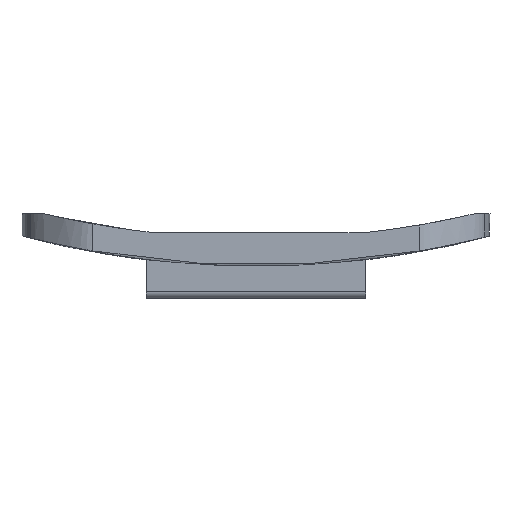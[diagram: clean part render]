
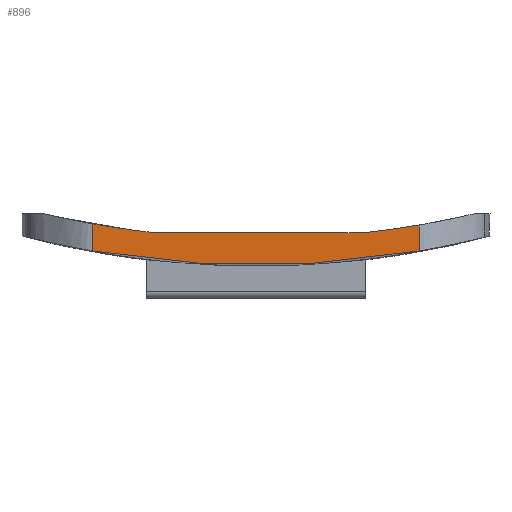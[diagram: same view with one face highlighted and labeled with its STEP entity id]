
A CAD part, top view. The second image highlights one B-rep face of the part: STEP entity #896.
In plain terms, the highlighted planar face has unit normal (0, 0, 1).
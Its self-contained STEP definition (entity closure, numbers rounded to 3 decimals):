
#17=(
BOUNDED_CURVE()
B_SPLINE_CURVE(5,(#2005,#2006,#2007,#2008,#2009,#2010,#2011,#2012,#2013,
#2014),.UNSPECIFIED.,.F.,.F.)
B_SPLINE_CURVE_WITH_KNOTS((6,1,1,1,1,6),(0.192,0.2,0.4,0.6,0.8,
0.828),.UNSPECIFIED.)
CURVE()
GEOMETRIC_REPRESENTATION_ITEM()
RATIONAL_B_SPLINE_CURVE((1.,1.,1.,1.,1.,1.,1.,1.,1.,1.))
REPRESENTATION_ITEM('')
);
#98=PLANE('',#971);
#134=FACE_OUTER_BOUND('',#185,.T.);
#185=EDGE_LOOP('',(#728,#729,#730,#731,#732,#733));
#257=LINE('',#1984,#334);
#258=LINE('',#2001,#335);
#334=VECTOR('',#1126,10.);
#335=VECTOR('',#1129,10.);
#365=CIRCLE('',#945,146.9);
#368=CIRCLE('',#972,146.233);
#369=CIRCLE('',#973,146.233);
#393=VERTEX_POINT('',#1300);
#394=VERTEX_POINT('',#1313);
#438=VERTEX_POINT('',#1983);
#440=VERTEX_POINT('',#2000);
#441=VERTEX_POINT('',#2002);
#442=VERTEX_POINT('',#2004);
#492=EDGE_CURVE('',#394,#393,#365,.T.);
#548=EDGE_CURVE('',#394,#438,#257,.T.);
#551=EDGE_CURVE('',#393,#440,#258,.T.);
#552=EDGE_CURVE('',#440,#441,#368,.T.);
#553=EDGE_CURVE('',#442,#441,#17,.T.);
#554=EDGE_CURVE('',#442,#438,#369,.T.);
#728=ORIENTED_EDGE('',*,*,#492,.T.);
#729=ORIENTED_EDGE('',*,*,#551,.T.);
#730=ORIENTED_EDGE('',*,*,#552,.T.);
#731=ORIENTED_EDGE('',*,*,#553,.F.);
#732=ORIENTED_EDGE('',*,*,#554,.T.);
#733=ORIENTED_EDGE('',*,*,#548,.F.);
#896=ADVANCED_FACE('',(#134),#98,.T.);
#945=AXIS2_PLACEMENT_3D('',#1314,#1048,#1049);
#971=AXIS2_PLACEMENT_3D('',#1999,#1127,#1128);
#972=AXIS2_PLACEMENT_3D('',#2003,#1130,#1131);
#973=AXIS2_PLACEMENT_3D('',#2015,#1132,#1133);
#1048=DIRECTION('center_axis',(0.,0.,1.));
#1049=DIRECTION('ref_axis',(-0.259,-0.966,0.));
#1126=DIRECTION('',(0.,1.,0.));
#1127=DIRECTION('center_axis',(0.,0.,1.));
#1128=DIRECTION('ref_axis',(1.,0.,0.));
#1129=DIRECTION('',(0.,1.,0.));
#1130=DIRECTION('center_axis',(0.,0.,-1.));
#1131=DIRECTION('ref_axis',(-0.256,-0.967,0.));
#1132=DIRECTION('center_axis',(0.,0.,-1.));
#1133=DIRECTION('ref_axis',(-0.256,-0.967,0.));
#1300=CARTESIAN_POINT('',(25.31,2.197,99.469));
#1313=CARTESIAN_POINT('',(-25.31,2.197,99.469));
#1314=CARTESIAN_POINT('Origin',(0.,146.9,
99.469));
#1983=CARTESIAN_POINT('',(-25.31,6.406,99.469));
#1984=CARTESIAN_POINT('',(-25.31,5.,99.469));
#1999=CARTESIAN_POINT('Origin',(-25.31,5.,99.469));
#2000=CARTESIAN_POINT('',(25.31,6.23,99.469));
#2001=CARTESIAN_POINT('',(25.31,5.,99.469));
#2002=CARTESIAN_POINT('',(16.609,5.,99.469));
#2003=CARTESIAN_POINT('Origin',(0.5,150.342,99.469));
#2004=CARTESIAN_POINT('',(-15.609,5.,99.469));
#2005=CARTESIAN_POINT('Ctrl Pts',(-15.609,5.,99.469));
#2006=CARTESIAN_POINT('Ctrl Pts',(-15.525,5.,99.469));
#2007=CARTESIAN_POINT('Ctrl Pts',(-13.415,5.,99.469));
#2008=CARTESIAN_POINT('Ctrl Pts',(-9.281,5.,99.469));
#2009=CARTESIAN_POINT('Ctrl Pts',(-3.122,5.,99.469));
#2010=CARTESIAN_POINT('Ctrl Pts',(3.322,5.,99.469));
#2011=CARTESIAN_POINT('Ctrl Pts',(9.681,5.,99.469));
#2012=CARTESIAN_POINT('Ctrl Pts',(14.015,5.,99.469));
#2013=CARTESIAN_POINT('Ctrl Pts',(16.325,5.,99.469));
#2014=CARTESIAN_POINT('Ctrl Pts',(16.609,5.,99.469));
#2015=CARTESIAN_POINT('Origin',(0.5,150.342,99.469));
